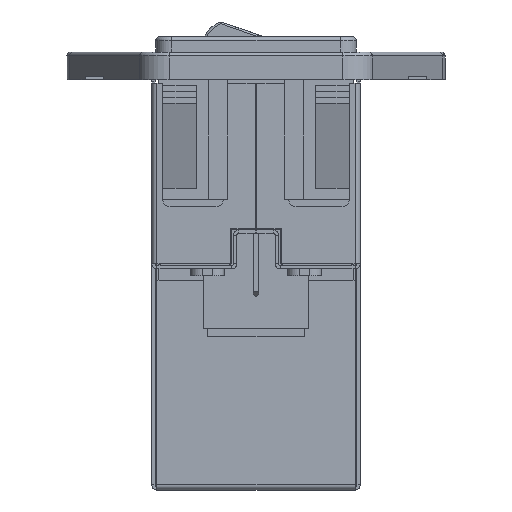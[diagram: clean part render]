
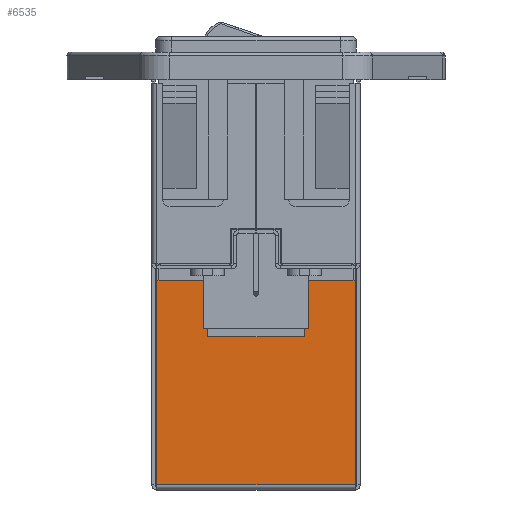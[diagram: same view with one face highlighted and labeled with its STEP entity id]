
A CAD part, front view. The second image highlights one B-rep face of the part: STEP entity #6535.
In plain terms, the highlighted planar face has unit normal (0, -1, 0).
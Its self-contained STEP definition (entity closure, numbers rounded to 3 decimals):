
#6096 = VERTEX_POINT ( 'NONE', #21828 ) ;
#6100 = EDGE_CURVE ( 'NONE', #6102, #6096, #21827, .T. ) ;
#6102 = VERTEX_POINT ( 'NONE', #21819 ) ;
#6329 = VERTEX_POINT ( 'NONE', #22228 ) ;
#6425 = EDGE_CURVE ( 'NONE', #6461, #6329, #22477, .T. ) ;
#6461 = VERTEX_POINT ( 'NONE', #22646 ) ;
#6499 = ORIENTED_EDGE ( 'NONE', *, *, #6500, .T. ) ;
#6500 = EDGE_CURVE ( 'NONE', #6548, #6102, #22759, .T. ) ;
#6502 = ORIENTED_EDGE ( 'NONE', *, *, #6100, .T. ) ;
#6504 = ORIENTED_EDGE ( 'NONE', *, *, #6506, .T. ) ;
#6506 = EDGE_CURVE ( 'NONE', #6096, #6508, #22751, .T. ) ;
#6508 = VERTEX_POINT ( 'NONE', #22811 ) ;
#6510 = ORIENTED_EDGE ( 'NONE', *, *, #6512, .T. ) ;
#6512 = EDGE_CURVE ( 'NONE', #6508, #6524, #22810, .T. ) ;
#6514 = ORIENTED_EDGE ( 'NONE', *, *, #6522, .T. ) ;
#6522 = EDGE_CURVE ( 'NONE', #6524, #6329, #22794, .T. ) ;
#6524 = VERTEX_POINT ( 'NONE', #22789 ) ;
#6535 = ADVANCED_FACE ( 'NONE', ( #22562 ), #22561, .F. ) ;
#6538 = EDGE_LOOP ( 'NONE', ( #6540, #6542, #6544, #6499, #6502, #6504, #6510, #6514 ) ) ;
#6540 = ORIENTED_EDGE ( 'NONE', *, *, #6425, .F. ) ;
#6542 = ORIENTED_EDGE ( 'NONE', *, *, #6567, .T. ) ;
#6544 = ORIENTED_EDGE ( 'NONE', *, *, #6546, .T. ) ;
#6546 = EDGE_CURVE ( 'NONE', #6563, #6548, #22840, .T. ) ;
#6548 = VERTEX_POINT ( 'NONE', #22836 ) ;
#6563 = VERTEX_POINT ( 'NONE', #22816 ) ;
#6567 = EDGE_CURVE ( 'NONE', #6461, #6563, #22874, .T. ) ;
#21819 = CARTESIAN_POINT ( 'NONE',  ( 6.439, -10.668, -39.909 ) ) ;
#21824 = DIRECTION ( 'NONE',  ( -1., 0., 0. ) ) ;
#21825 = VECTOR ( 'NONE', #21824, 1000. ) ;
#21826 = CARTESIAN_POINT ( 'NONE',  ( -13.17, -10.668, -39.909 ) ) ;
#21827 = LINE ( 'NONE', #21826, #21825 ) ;
#21828 = CARTESIAN_POINT ( 'NONE',  ( -6.439, -10.668, -39.909 ) ) ;
#22228 = CARTESIAN_POINT ( 'NONE',  ( -13.17, -10.668, -59.569 ) ) ;
#22474 = DIRECTION ( 'NONE',  ( -1., 0., 0. ) ) ;
#22475 = VECTOR ( 'NONE', #22474, 1000. ) ;
#22476 = CARTESIAN_POINT ( 'NONE',  ( -13.17, -10.668, -59.569 ) ) ;
#22477 = LINE ( 'NONE', #22476, #22475 ) ;
#22555 = DIRECTION ( 'NONE',  ( 0., 0., 1. ) ) ;
#22556 = DIRECTION ( 'NONE',  ( 0., 1., 0. ) ) ;
#22558 = CARTESIAN_POINT ( 'NONE',  ( -13.17, -10.668, -59.819 ) ) ;
#22559 = AXIS2_PLACEMENT_3D ( 'NONE', #22558, #22556, #22555 ) ;
#22561 = PLANE ( 'NONE',  #22559 ) ;
#22562 = FACE_OUTER_BOUND ( 'NONE', #6538, .T. ) ;
#22646 = CARTESIAN_POINT ( 'NONE',  ( 13.17, -10.668, -59.569 ) ) ;
#22751 = LINE ( 'NONE', #22815, #22814 ) ;
#22756 = DIRECTION ( 'NONE',  ( 0., 0., -1. ) ) ;
#22757 = VECTOR ( 'NONE', #22756, 1000. ) ;
#22758 = CARTESIAN_POINT ( 'NONE',  ( 6.439, -10.668, -39.909 ) ) ;
#22759 = LINE ( 'NONE', #22758, #22757 ) ;
#22789 = CARTESIAN_POINT ( 'NONE',  ( -13.17, -10.668, -32.359 ) ) ;
#22790 = DIRECTION ( 'NONE',  ( 0., 0., -1. ) ) ;
#22792 = VECTOR ( 'NONE', #22790, 1000. ) ;
#22793 = CARTESIAN_POINT ( 'NONE',  ( -13.17, -10.668, -59.819 ) ) ;
#22794 = LINE ( 'NONE', #22793, #22792 ) ;
#22807 = DIRECTION ( 'NONE',  ( -1., 0., 0. ) ) ;
#22808 = VECTOR ( 'NONE', #22807, 1000. ) ;
#22809 = CARTESIAN_POINT ( 'NONE',  ( -13.17, -10.668, -32.359 ) ) ;
#22810 = LINE ( 'NONE', #22809, #22808 ) ;
#22811 = CARTESIAN_POINT ( 'NONE',  ( -6.439, -10.668, -32.359 ) ) ;
#22813 = DIRECTION ( 'NONE',  ( 0., 0., 1. ) ) ;
#22814 = VECTOR ( 'NONE', #22813, 1000. ) ;
#22815 = CARTESIAN_POINT ( 'NONE',  ( -6.439, -10.668, -39.909 ) ) ;
#22816 = CARTESIAN_POINT ( 'NONE',  ( 13.17, -10.668, -32.359 ) ) ;
#22836 = CARTESIAN_POINT ( 'NONE',  ( 6.439, -10.668, -32.359 ) ) ;
#22837 = DIRECTION ( 'NONE',  ( -1., 0., 0. ) ) ;
#22838 = VECTOR ( 'NONE', #22837, 1000. ) ;
#22839 = CARTESIAN_POINT ( 'NONE',  ( 13.17, -10.668, -32.359 ) ) ;
#22840 = LINE ( 'NONE', #22839, #22838 ) ;
#22871 = DIRECTION ( 'NONE',  ( 0., 0., 1. ) ) ;
#22872 = VECTOR ( 'NONE', #22871, 1000. ) ;
#22873 = CARTESIAN_POINT ( 'NONE',  ( 13.17, -10.668, -59.819 ) ) ;
#22874 = LINE ( 'NONE', #22873, #22872 ) ;
